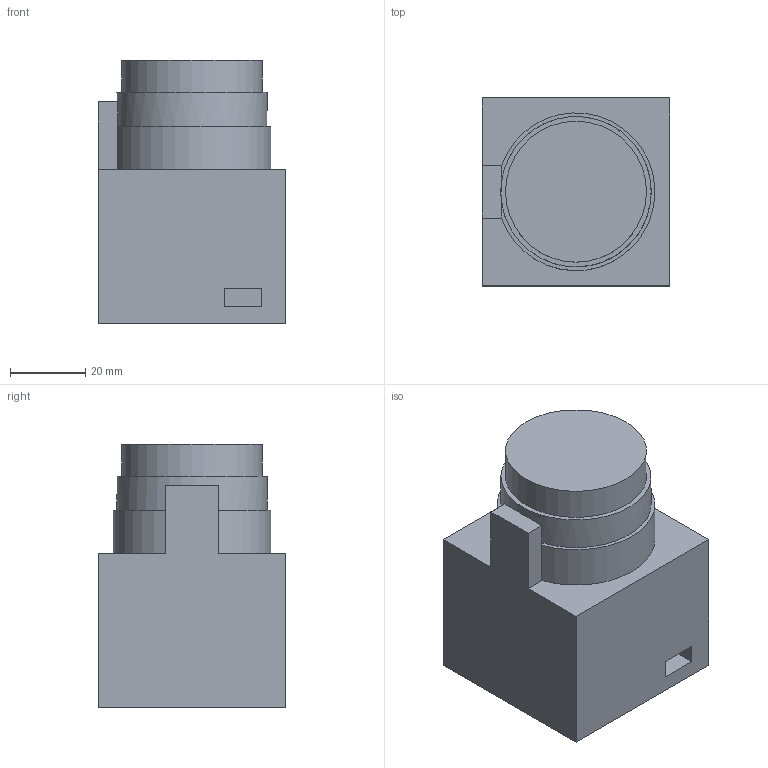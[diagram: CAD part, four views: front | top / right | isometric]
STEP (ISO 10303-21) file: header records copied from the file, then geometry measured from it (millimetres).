
FILE_DESCRIPTION(/* description */ (''),/* implementation_level */ '2;1');
FILE_NAME(/* name */ 'Hokuyo Telemeter.stp',/* time_stamp */ '2020-09-25T20:00:40-05:00',/* author */ (''),/* organization */ (''),/* preprocessor_version */ 'ST-DEVELOPER v16',/* originating_system */ 'SIEMENS PLM Software NX 10.0',/* authorisation */ '');
FILE_SCHEMA (('CONFIG_CONTROL_DESIGN'));
Length unit declared in the file: millimetre
Products named in the file (1): Hokuyo Telemeter
Bounding box: 50 x 50 x 70 mm (x, y, z)
Volume: 139662.9 mm3; surface area: 17661.1 mm2
Topology: 1 solids, 1 shells, 34 faces, 84 edges, 54 vertices
Faces by surface type: plane 19, cone 8, cylinder 7
Full cylindrical faces by diameter (mm): 2.5 x4, 37.5 x1, 40 x1
Entity records: 948 total; most frequent: DIRECTION 150, CARTESIAN_POINT 145, ORIENTED_EDGE 122, EDGE_CURVE 61, AXIS2_PLACEMENT_3D 54, EDGE_LOOP 50, VERTEX_POINT 49, LINE 42
